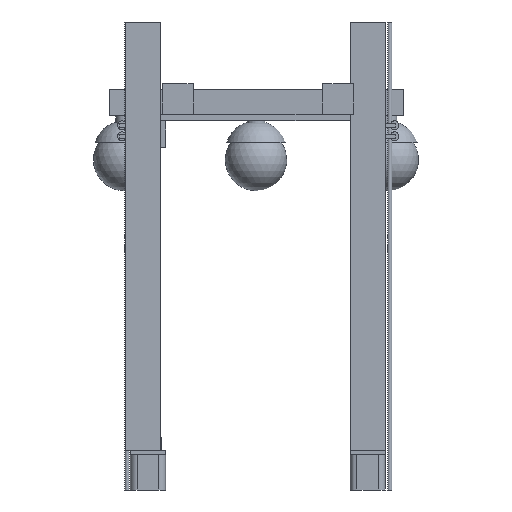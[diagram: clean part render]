
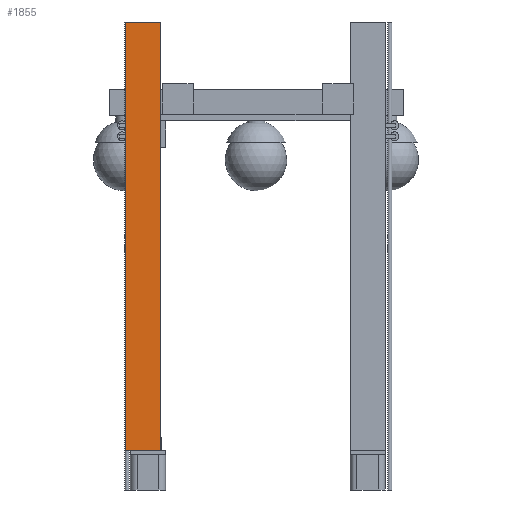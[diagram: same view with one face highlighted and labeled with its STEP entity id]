
A CAD part, front view. The second image highlights one B-rep face of the part: STEP entity #1855.
In plain terms, the highlighted planar face has unit normal (0, -1, 0).
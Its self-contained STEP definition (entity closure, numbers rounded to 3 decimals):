
#433=FACE_OUTER_BOUND('',#550,.T.);
#550=EDGE_LOOP('',(#1373,#1374,#1375,#1376));
#677=LINE('',#3106,#832);
#681=LINE('',#3115,#836);
#684=LINE('',#3120,#839);
#685=LINE('',#3122,#840);
#832=VECTOR('',#2477,10.);
#836=VECTOR('',#2485,10.);
#839=VECTOR('',#2490,10.);
#840=VECTOR('',#2493,10.);
#981=VERTEX_POINT('',#3100);
#983=VERTEX_POINT('',#3104);
#986=VERTEX_POINT('',#3114);
#987=VERTEX_POINT('',#3118);
#1131=EDGE_CURVE('',#981,#983,#677,.T.);
#1135=EDGE_CURVE('',#986,#981,#681,.T.);
#1138=EDGE_CURVE('',#987,#983,#684,.T.);
#1139=EDGE_CURVE('',#986,#987,#685,.T.);
#1373=ORIENTED_EDGE('',*,*,#1131,.T.);
#1374=ORIENTED_EDGE('',*,*,#1138,.F.);
#1375=ORIENTED_EDGE('',*,*,#1139,.F.);
#1376=ORIENTED_EDGE('',*,*,#1135,.T.);
#1766=PLANE('',#2220);
#1855=ADVANCED_FACE('',(#433),#1766,.F.);
#2220=AXIS2_PLACEMENT_3D('',#3123,#2494,#2495);
#2477=DIRECTION('',(-1.,0.,0.));
#2485=DIRECTION('',(0.,0.,1.));
#2490=DIRECTION('',(0.,0.,1.));
#2493=DIRECTION('',(-1.,0.,0.));
#2494=DIRECTION('center_axis',(0.,1.,0.));
#2495=DIRECTION('ref_axis',(0.,0.,1.));
#3100=CARTESIAN_POINT('',(-205.,360.,1125.));
#3104=CARTESIAN_POINT('',(-285.,360.,1125.));
#3106=CARTESIAN_POINT('',(-240.,360.,1125.));
#3114=CARTESIAN_POINT('',(-205.,360.,150.));
#3115=CARTESIAN_POINT('',(-205.,360.,550.));
#3118=CARTESIAN_POINT('',(-285.,360.,150.));
#3120=CARTESIAN_POINT('',(-285.,360.,550.));
#3122=CARTESIAN_POINT('',(-240.,360.,150.));
#3123=CARTESIAN_POINT('Origin',(-240.,360.,550.));
